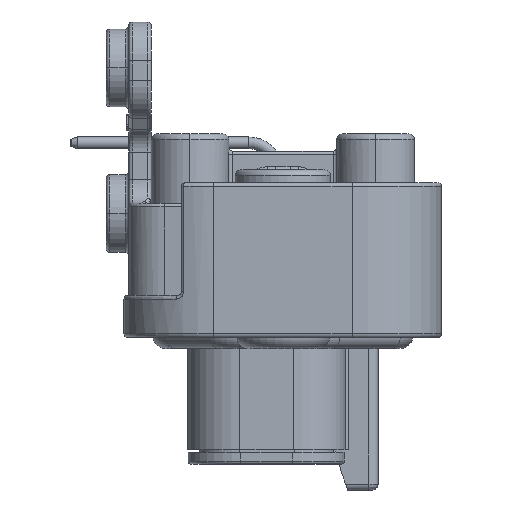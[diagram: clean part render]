
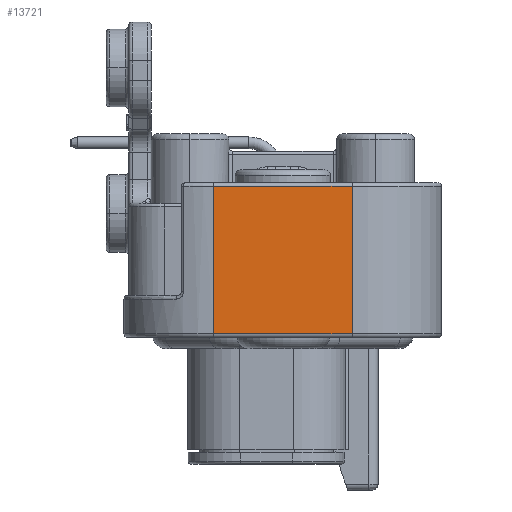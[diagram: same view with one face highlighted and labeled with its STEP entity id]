
A CAD part, front view. The second image highlights one B-rep face of the part: STEP entity #13721.
In plain terms, the highlighted planar face has unit normal (0, -1, 0).
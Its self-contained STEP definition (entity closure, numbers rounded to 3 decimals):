
#1297=DIRECTION('',(-1.,0.,0.));
#1298=VECTOR('',#1297,11.75);
#1299=CARTESIAN_POINT('',(7.25,-20.509,9.85));
#1300=LINE('',#1299,#1298);
#1301=DIRECTION('',(0.,0.,1.));
#1302=VECTOR('',#1301,12.5);
#1303=CARTESIAN_POINT('',(-4.5,-20.509,9.85));
#1304=LINE('',#1303,#1302);
#1305=DIRECTION('',(1.,0.,0.));
#1306=VECTOR('',#1305,11.75);
#1307=CARTESIAN_POINT('',(-4.5,-20.509,22.35));
#1308=LINE('',#1307,#1306);
#1309=DIRECTION('',(0.,0.,-1.));
#1310=VECTOR('',#1309,12.5);
#1311=CARTESIAN_POINT('',(7.25,-20.509,22.35));
#1312=LINE('',#1311,#1310);
#10669=CARTESIAN_POINT('',(7.25,-20.509,22.35));
#10670=VERTEX_POINT('',#10669);
#10673=CARTESIAN_POINT('',(-4.5,-20.509,22.35));
#10674=VERTEX_POINT('',#10673);
#10779=CARTESIAN_POINT('',(7.25,-20.509,9.85));
#10780=VERTEX_POINT('',#10779);
#10783=CARTESIAN_POINT('',(-4.5,-20.509,9.85));
#10784=VERTEX_POINT('',#10783);
#13709=CARTESIAN_POINT('',(-12.1,-20.509,22.65));
#13710=DIRECTION('',(0.,-1.,0.));
#13711=DIRECTION('',(0.,0.,-1.));
#13712=AXIS2_PLACEMENT_3D('',#13709,#13710,#13711);
#13713=PLANE('',#13712);
#13714=ORIENTED_EDGE('',*,*,#12641,.T.);
#13715=ORIENTED_EDGE('',*,*,#12675,.T.);
#13717=ORIENTED_EDGE('',*,*,#13716,.T.);
#13718=ORIENTED_EDGE('',*,*,#13701,.T.);
#13719=EDGE_LOOP('',(#13714,#13715,#13717,#13718));
#13720=FACE_OUTER_BOUND('',#13719,.F.);
#13721=ADVANCED_FACE('',(#13720),#13713,.T.);
#12641=EDGE_CURVE('',#10780,#10784,#1300,.T.);
#12675=EDGE_CURVE('',#10784,#10674,#1304,.T.);
#13701=EDGE_CURVE('',#10670,#10780,#1312,.T.);
#13716=EDGE_CURVE('',#10674,#10670,#1308,.T.);
